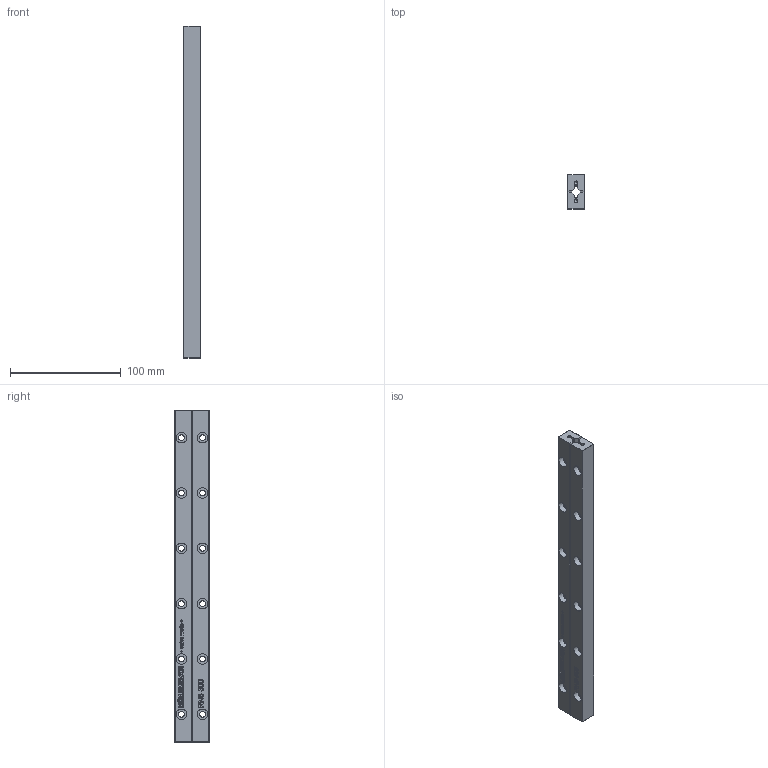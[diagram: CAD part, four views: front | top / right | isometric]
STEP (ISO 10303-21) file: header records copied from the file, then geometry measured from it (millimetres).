
FILE_DESCRIPTION(('FreeCAD Model'),'2;1');
FILE_NAME('RN6-300.step', '2020-08-07T18:03:41',('Author'),(''), 'Open CASCADE STEP processor 6.8','FreeCAD','Unknown');
FILE_SCHEMA(('AUTOMOTIVE_DESIGN_CC2 { 1 2 10303 214 -1 1 5 4 }'));
Length unit declared in the file: millimetre
Products named in the file (2): ASSEMBLY; Schienenpaar
Assembly tree (1 placements, depth 2):
  ASSEMBLY
    Schienenpaar
Bounding box: 15 x 31 x 300 mm (x, y, z)
Volume: 114745.6 mm3; surface area: 43672.2 mm2
Topology: 2 solids, 2 shells, 716 faces, 1916 edges, 1256 vertices
Faces by surface type: extrusion 441, plane 225, cylinder 30, cone 20
Full cylindrical faces by diameter (mm): 3 x4, 5.2 x12, 9.5 x12
Entity records: 47485 total; most frequent: CARTESIAN_POINT 12049, DIRECTION 4999, VECTOR 4249, ORIENTED_EDGE 3824, PCURVE 3824, DEFINITIONAL_REPRESENTATION 3824, LINE 3808, B_SPLINE_CURVE_WITH_KNOTS 2237
